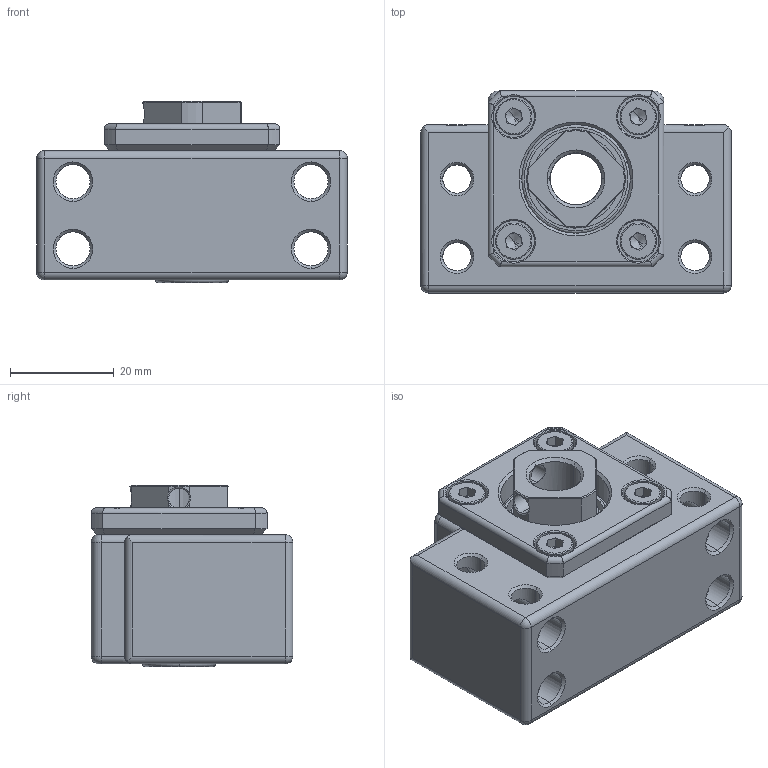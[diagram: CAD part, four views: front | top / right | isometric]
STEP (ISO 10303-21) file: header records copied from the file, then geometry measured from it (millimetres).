
FILE_DESCRIPTION (( 'STEP AP214' ), '1' );
FILE_NAME ('BK10疒玉.STEP', '2018-12-10T05:01:25', ( 'Windows 荤侩磊' ), ( '' ), 'SwSTEP 2.0', 'SolidWorks 2013', '' );
FILE_SCHEMA (( 'AUTOMOTIVE_DESIGN' ));
Length unit declared in the file: millimetre
Products named in the file (8): BK.FK.EK10間隔環; BK10軸承_(成_); BK10軸封; 7000A PO軸承; BK10軸承座_體(成_); BK10疒玉; M4 x 12螺絲; BK10鎖固螺帽(成_)
Assembly tree (13 placements, depth 2):
  BK10疒玉
    BK10軸承座_體(成_)
    7000A PO軸承  x2
    BK10軸封  x2
    BK10軸承_(成_)
    BK.FK.EK10間隔環  x2
    BK10鎖固螺帽(成_)
    M4 x 12螺絲  x4
Bounding box: 60 x 39 x 35 mm (x, y, z)
Volume: 46081.1 mm3; surface area: 28398 mm2
Topology: 33 solids, 33 shells, 624 faces, 1493 edges, 884 vertices
Faces by surface type: cylinder 193, plane 139, cone 130, torus 94, sphere 40, bspline 28
Entity records: 18695 total; most frequent: CARTESIAN_POINT 7935, DIRECTION 2197, ORIENTED_EDGE 2074, EDGE_CURVE 1037, AXIS2_PLACEMENT_3D 915, VERTEX_POINT 623, EDGE_LOOP 500, CIRCLE 474
